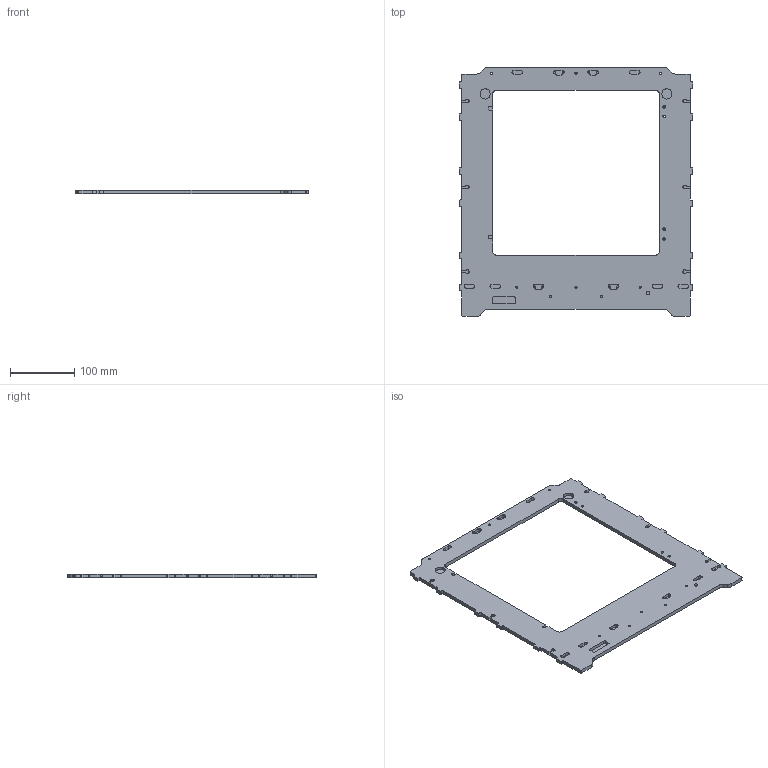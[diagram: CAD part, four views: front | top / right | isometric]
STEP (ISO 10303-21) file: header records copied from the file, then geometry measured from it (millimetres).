
FILE_DESCRIPTION(/* description */ (''),/* implementation_level */ '2;1');
FILE_NAME(/* name */ '91772a02-4c88-4269-93f8-d3058f620268.stp',/* time_stamp */ '2017-12-18T19:37:55+00:00',/* author */ (''),/* organization */ (''),/* preprocessor_version */ 'ST-DEVELOPER v16.13',/* originating_system */ 'Autodesk Translation Framework v6.5.0.72',/* authorisation */ '');
FILE_SCHEMA (('AUTOMOTIVE_DESIGN { 1 0 10303 214 3 1 1 }'));
Length unit declared in the file: millimetre
Products named in the file (1): xBot Front Medium
Bounding box: 364.2 x 388 x 6 mm (x, y, z)
Volume: 398360.6 mm3; surface area: 155808.9 mm2
Topology: 1 solids, 1 shells, 298 faces, 820 edges, 545 vertices
Faces by surface type: plane 177, cylinder 121
Full cylindrical faces by diameter (mm): 3.2 x12, 4.1 x4, 6 x1, 16 x2
Entity records: 9606 total; most frequent: DIRECTION 1671, CARTESIAN_POINT 1664, ORIENTED_EDGE 1640, EDGE_CURVE 820, LINE 567, VECTOR 567, AXIS2_PLACEMENT_3D 552, VERTEX_POINT 545
